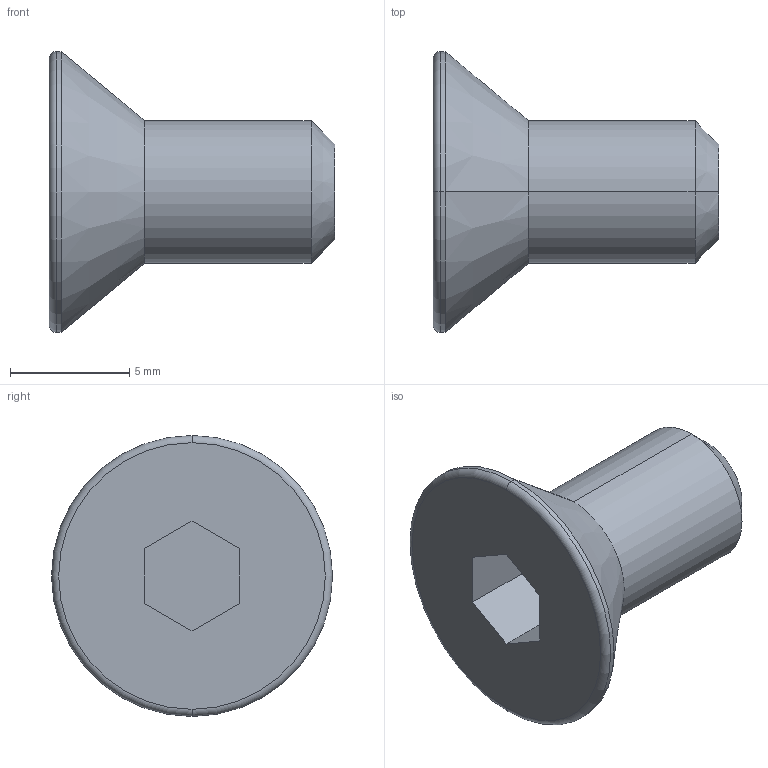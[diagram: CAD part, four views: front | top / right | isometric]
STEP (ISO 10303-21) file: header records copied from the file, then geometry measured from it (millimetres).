
FILE_DESCRIPTION (( 'STEP AP203' ), '1' );
FILE_NAME ('ALF-PS6-12.step', '2024-08-09T08:11:53', ( '' ), ( '' ), 'SwSTEP 2.0', 'SolidWorks 2022', '' );
FILE_SCHEMA (( 'CONFIG_CONTROL_DESIGN' ));
Length unit declared in the file: millimetre
Products named in the file (1): ALF-PS6-12
Bounding box: 12 x 11.8 x 11.8 mm (x, y, z)
Volume: 455.7 mm3; surface area: 458.5 mm2
Topology: 1 solids, 1 shells, 19 faces, 40 edges, 24 vertices
Faces by surface type: plane 9, cone 4, cylinder 4, torus 2
Entity records: 581 total; most frequent: DIRECTION 94, CARTESIAN_POINT 84, ORIENTED_EDGE 80, EDGE_CURVE 40, AXIS2_PLACEMENT_3D 34, VECTOR 26, LINE 26, VERTEX_POINT 24
